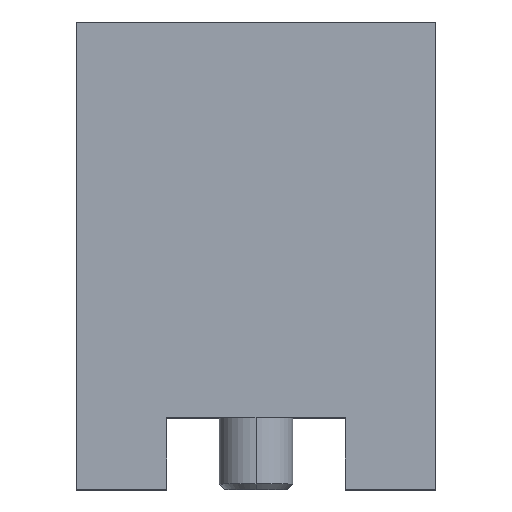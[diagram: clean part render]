
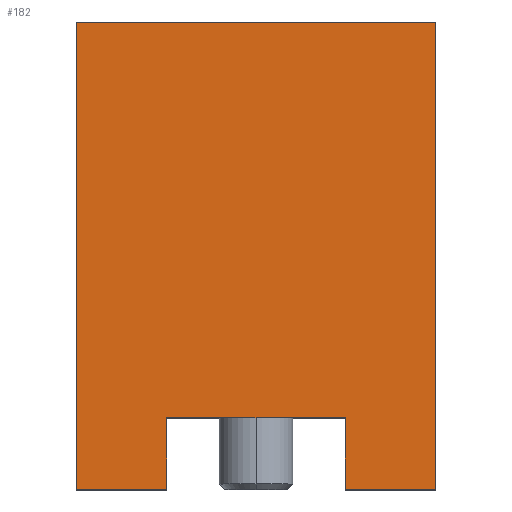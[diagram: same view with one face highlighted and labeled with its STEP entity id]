
A CAD part, top view. The second image highlights one B-rep face of the part: STEP entity #182.
In plain terms, the highlighted planar face has unit normal (0, 0, 1).
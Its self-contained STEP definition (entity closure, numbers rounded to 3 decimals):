
#10 = LINE ( 'NONE', #2669, #929 ) ;
#51 = DIRECTION ( 'NONE',  ( 0., -1., 0. ) ) ;
#70 = CARTESIAN_POINT ( 'NONE',  ( 0., -5.085, 13.34 ) ) ;
#182 = ADVANCED_FACE ( 'NONE', ( #519 ), #2607, .T. ) ;
#213 = DIRECTION ( 'NONE',  ( 0., -1., 0. ) ) ;
#278 = ORIENTED_EDGE ( 'NONE', *, *, #2609, .F. ) ;
#352 = EDGE_CURVE ( 'NONE', #1051, #1561, #405, .T. ) ;
#364 = EDGE_CURVE ( 'NONE', #1705, #1331, #1224, .T. ) ;
#372 = CARTESIAN_POINT ( 'NONE',  ( 3.175, 3.175, 13.34 ) ) ;
#379 = CARTESIAN_POINT ( 'NONE',  ( -3.175, 0., 13.34 ) ) ;
#384 = VECTOR ( 'NONE', #1188, 1000. ) ;
#396 = EDGE_CURVE ( 'NONE', #1561, #1705, #10, .T. ) ;
#405 = LINE ( 'NONE', #1634, #2659 ) ;
#433 = VERTEX_POINT ( 'NONE', #828 ) ;
#519 = FACE_OUTER_BOUND ( 'NONE', #2513, .T. ) ;
#572 = CARTESIAN_POINT ( 'NONE',  ( 0., 0., 13.34 ) ) ;
#591 = VECTOR ( 'NONE', #1121, 1000. ) ;
#599 = VERTEX_POINT ( 'NONE', #2545 ) ;
#636 = VECTOR ( 'NONE', #2237, 1000. ) ;
#820 = DIRECTION ( 'NONE',  ( 0., 1., 0. ) ) ;
#828 = CARTESIAN_POINT ( 'NONE',  ( 3.175, -5.085, 13.34 ) ) ;
#883 = EDGE_CURVE ( 'NONE', #1625, #1150, #1527, .T. ) ;
#888 = ORIENTED_EDGE ( 'NONE', *, *, #396, .T. ) ;
#929 = VECTOR ( 'NONE', #1246, 1000. ) ;
#1051 = VERTEX_POINT ( 'NONE', #1330 ) ;
#1060 = CARTESIAN_POINT ( 'NONE',  ( -1.575, -3.815, 13.34 ) ) ;
#1062 = VECTOR ( 'NONE', #213, 1000. ) ;
#1099 = ORIENTED_EDGE ( 'NONE', *, *, #2026, .F. ) ;
#1121 = DIRECTION ( 'NONE',  ( 1., 0., 0. ) ) ;
#1145 = LINE ( 'NONE', #1968, #1062 ) ;
#1150 = VERTEX_POINT ( 'NONE', #372 ) ;
#1183 = CARTESIAN_POINT ( 'NONE',  ( 1.575, 0., 13.34 ) ) ;
#1188 = DIRECTION ( 'NONE',  ( -1., 0., 0. ) ) ;
#1193 = VECTOR ( 'NONE', #2309, 1000. ) ;
#1224 = LINE ( 'NONE', #1183, #1496 ) ;
#1246 = DIRECTION ( 'NONE',  ( 1., 0., 0. ) ) ;
#1251 = EDGE_CURVE ( 'NONE', #1051, #599, #1283, .T. ) ;
#1283 = LINE ( 'NONE', #70, #1193 ) ;
#1330 = CARTESIAN_POINT ( 'NONE',  ( -1.575, -5.085, 13.34 ) ) ;
#1331 = VERTEX_POINT ( 'NONE', #1619 ) ;
#1391 = DIRECTION ( 'NONE',  ( 0., 0., 1. ) ) ;
#1400 = LINE ( 'NONE', #379, #636 ) ;
#1496 = VECTOR ( 'NONE', #51, 1000. ) ;
#1501 = CARTESIAN_POINT ( 'NONE',  ( -3.175, 3.175, 13.34 ) ) ;
#1527 = LINE ( 'NONE', #1700, #591 ) ;
#1561 = VERTEX_POINT ( 'NONE', #1060 ) ;
#1602 = CARTESIAN_POINT ( 'NONE',  ( 0., -5.085, 13.34 ) ) ;
#1619 = CARTESIAN_POINT ( 'NONE',  ( 1.575, -5.085, 13.34 ) ) ;
#1625 = VERTEX_POINT ( 'NONE', #1501 ) ;
#1634 = CARTESIAN_POINT ( 'NONE',  ( -1.575, 0., 13.34 ) ) ;
#1700 = CARTESIAN_POINT ( 'NONE',  ( 0., 3.175, 13.34 ) ) ;
#1705 = VERTEX_POINT ( 'NONE', #2379 ) ;
#1855 = EDGE_CURVE ( 'NONE', #1150, #433, #1145, .T. ) ;
#1876 = AXIS2_PLACEMENT_3D ( 'NONE', #572, #1391, #2186 ) ;
#1963 = ORIENTED_EDGE ( 'NONE', *, *, #352, .T. ) ;
#1968 = CARTESIAN_POINT ( 'NONE',  ( 3.175, 0., 13.34 ) ) ;
#2026 = EDGE_CURVE ( 'NONE', #599, #1625, #1400, .T. ) ;
#2085 = ORIENTED_EDGE ( 'NONE', *, *, #1251, .F. ) ;
#2094 = ORIENTED_EDGE ( 'NONE', *, *, #364, .T. ) ;
#2186 = DIRECTION ( 'NONE',  ( 1., 0., 0. ) ) ;
#2231 = LINE ( 'NONE', #1602, #384 ) ;
#2237 = DIRECTION ( 'NONE',  ( 0., 1., 0. ) ) ;
#2246 = ORIENTED_EDGE ( 'NONE', *, *, #1855, .F. ) ;
#2309 = DIRECTION ( 'NONE',  ( -1., 0., 0. ) ) ;
#2379 = CARTESIAN_POINT ( 'NONE',  ( 1.575, -3.815, 13.34 ) ) ;
#2415 = ORIENTED_EDGE ( 'NONE', *, *, #883, .F. ) ;
#2513 = EDGE_LOOP ( 'NONE', ( #2085, #1963, #888, #2094, #278, #2246, #2415, #1099 ) ) ;
#2545 = CARTESIAN_POINT ( 'NONE',  ( -3.175, -5.085, 13.34 ) ) ;
#2607 = PLANE ( 'NONE',  #1876 ) ;
#2609 = EDGE_CURVE ( 'NONE', #433, #1331, #2231, .T. ) ;
#2659 = VECTOR ( 'NONE', #820, 1000. ) ;
#2669 = CARTESIAN_POINT ( 'NONE',  ( 0., -3.815, 13.34 ) ) ;
